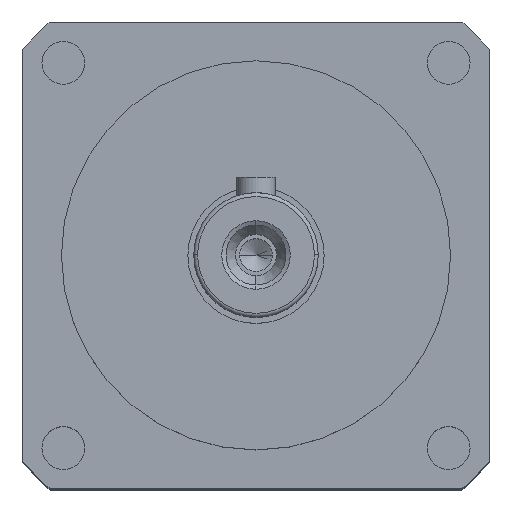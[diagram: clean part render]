
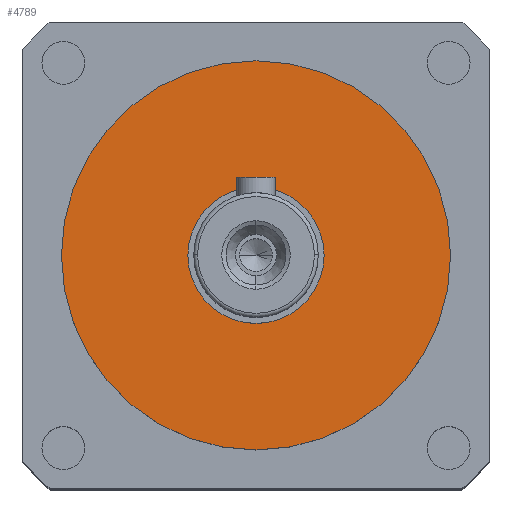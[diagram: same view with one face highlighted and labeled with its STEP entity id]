
A CAD part, top view. The second image highlights one B-rep face of the part: STEP entity #4789.
In plain terms, the highlighted planar face has unit normal (0, 0, 1).
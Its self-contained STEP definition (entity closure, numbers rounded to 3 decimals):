
#38 = VERTEX_POINT ( 'NONE', #6794 ) ;
#384 = EDGE_CURVE ( 'NONE', #38, #8883, #1009, .T. ) ;
#579 = DIRECTION ( 'NONE',  ( 1., 0., 0. ) ) ;
#1009 = CIRCLE ( 'NONE', #4061, 25. ) ;
#1208 = CARTESIAN_POINT ( 'NONE',  ( 0., 0., 46.5 ) ) ;
#1307 = CARTESIAN_POINT ( 'NONE',  ( 0., 0., 46.5 ) ) ;
#1430 = AXIS2_PLACEMENT_3D ( 'NONE', #1208, #6314, #1962 ) ;
#1673 = CIRCLE ( 'NONE', #1430, 25. ) ;
#1962 = DIRECTION ( 'NONE',  ( 1., 0., 0. ) ) ;
#2240 = PLANE ( 'NONE',  #9164 ) ;
#2900 = ORIENTED_EDGE ( 'NONE', *, *, #5140, .T. ) ;
#4061 = AXIS2_PLACEMENT_3D ( 'NONE', #1307, #5664, #579 ) ;
#4215 = ORIENTED_EDGE ( 'NONE', *, *, #384, .T. ) ;
#4465 = DIRECTION ( 'NONE',  ( 1., 0., 0. ) ) ;
#4789 = ADVANCED_FACE ( 'NONE', ( #7630 ), #2240, .T. ) ;
#5140 = EDGE_CURVE ( 'NONE', #8883, #38, #1673, .T. ) ;
#5664 = DIRECTION ( 'NONE',  ( 0., 0., 1. ) ) ;
#6314 = DIRECTION ( 'NONE',  ( 0., 0., 1. ) ) ;
#6642 = CARTESIAN_POINT ( 'NONE',  ( 0., 0., 46.5 ) ) ;
#6794 = CARTESIAN_POINT ( 'NONE',  ( -25., 0., 46.5 ) ) ;
#7137 = EDGE_LOOP ( 'NONE', ( #4215, #2900 ) ) ;
#7630 = FACE_OUTER_BOUND ( 'NONE', #7137, .T. ) ;
#8634 = CARTESIAN_POINT ( 'NONE',  ( 25., 0., 46.5 ) ) ;
#8841 = DIRECTION ( 'NONE',  ( 0., 0., 1. ) ) ;
#8883 = VERTEX_POINT ( 'NONE', #8634 ) ;
#9164 = AXIS2_PLACEMENT_3D ( 'NONE', #6642, #8841, #4465 ) ;
